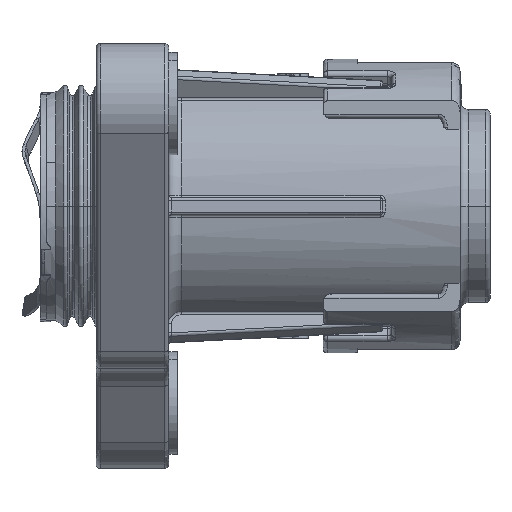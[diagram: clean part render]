
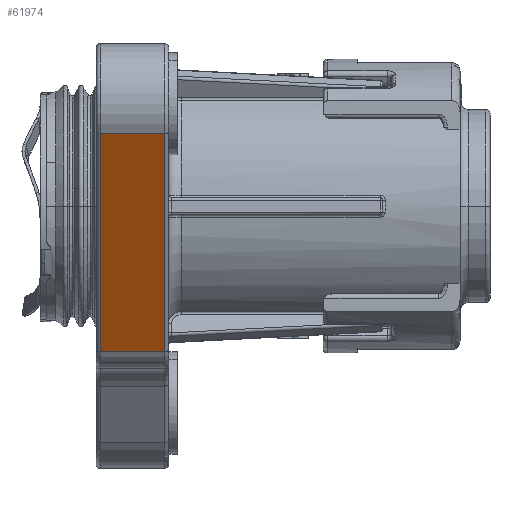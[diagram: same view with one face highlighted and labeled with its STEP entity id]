
A CAD part, left-side view. The second image highlights one B-rep face of the part: STEP entity #61974.
In plain terms, the highlighted planar face has unit normal (-0.864, 0, -0.504).
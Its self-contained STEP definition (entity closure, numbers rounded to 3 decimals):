
#1797 = EDGE_CURVE ( 'NONE', #32449, #83571, #16257, .T. ) ;
#1935 = PLANE ( 'NONE',  #52683 ) ;
#3117 = CARTESIAN_POINT ( 'NONE',  ( -45.171, 17.96, -17.017 ) ) ;
#9293 = DIRECTION ( 'NONE',  ( 0.863, 0., 0.504 ) ) ;
#10517 = EDGE_CURVE ( 'NONE', #104220, #79956, #68073, .T. ) ;
#14132 = VECTOR ( 'NONE', #57274, 1000. ) ;
#14464 = EDGE_LOOP ( 'NONE', ( #16878, #97225, #49202, #83191 ) ) ;
#16257 = LINE ( 'NONE', #111625, #83639 ) ;
#16878 = ORIENTED_EDGE ( 'NONE', *, *, #96289, .F. ) ;
#18969 = DIRECTION ( 'NONE',  ( 0.504, 0., -0.863 ) ) ;
#20464 = CARTESIAN_POINT ( 'NONE',  ( -60.058, 10.46, 8.47 ) ) ;
#22864 = CARTESIAN_POINT ( 'NONE',  ( -60.058, 18.46, 8.47 ) ) ;
#26332 = CARTESIAN_POINT ( 'NONE',  ( -45.171, 17.96, -17.017 ) ) ;
#27204 = LINE ( 'NONE', #53153, #65101 ) ;
#28291 = DIRECTION ( 'NONE',  ( 0., 1., 0. ) ) ;
#32449 = VERTEX_POINT ( 'NONE', #79029 ) ;
#34412 = VECTOR ( 'NONE', #18969, 1000. ) ;
#35226 = CARTESIAN_POINT ( 'NONE',  ( -41.35, 18.46, -23.56 ) ) ;
#44804 = CARTESIAN_POINT ( 'NONE',  ( -60.058, 17.96, 8.47 ) ) ;
#49202 = ORIENTED_EDGE ( 'NONE', *, *, #71430, .F. ) ;
#52683 = AXIS2_PLACEMENT_3D ( 'NONE', #35226, #9293, #61162 ) ;
#53153 = CARTESIAN_POINT ( 'NONE',  ( -45.171, 18.46, -17.017 ) ) ;
#57274 = DIRECTION ( 'NONE',  ( 0., -1., 0. ) ) ;
#60231 = DIRECTION ( 'NONE',  ( -0.504, 0., 0.863 ) ) ;
#61162 = DIRECTION ( 'NONE',  ( 0.504, 0., -0.863 ) ) ;
#61974 = ADVANCED_FACE ( 'NONE', ( #93963 ), #1935, .F. ) ;
#65101 = VECTOR ( 'NONE', #28291, 1000. ) ;
#68073 = LINE ( 'NONE', #26332, #34412 ) ;
#71430 = EDGE_CURVE ( 'NONE', #32449, #79956, #27204, .T. ) ;
#79029 = CARTESIAN_POINT ( 'NONE',  ( -45.171, 10.46, -17.017 ) ) ;
#79956 = VERTEX_POINT ( 'NONE', #3117 ) ;
#83191 = ORIENTED_EDGE ( 'NONE', *, *, #1797, .T. ) ;
#83571 = VERTEX_POINT ( 'NONE', #20464 ) ;
#83639 = VECTOR ( 'NONE', #60231, 1000. ) ;
#93963 = FACE_OUTER_BOUND ( 'NONE', #14464, .T. ) ;
#96289 = EDGE_CURVE ( 'NONE', #104220, #83571, #100188, .T. ) ;
#97225 = ORIENTED_EDGE ( 'NONE', *, *, #10517, .T. ) ;
#100188 = LINE ( 'NONE', #22864, #14132 ) ;
#104220 = VERTEX_POINT ( 'NONE', #44804 ) ;
#111625 = CARTESIAN_POINT ( 'NONE',  ( -41.35, 10.46, -23.56 ) ) ;
